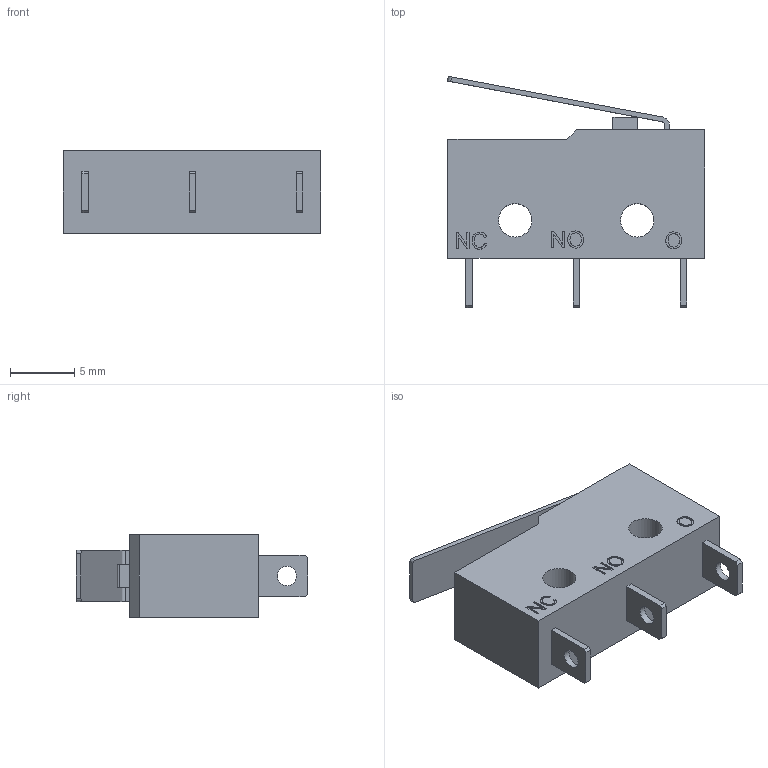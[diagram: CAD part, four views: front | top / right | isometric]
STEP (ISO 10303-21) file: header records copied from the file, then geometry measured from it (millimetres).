
FILE_DESCRIPTION(/* description */ (''),/* implementation_level */ '2;1');
FILE_NAME(/* name */ 'LimitSwitch10t85.step',/* time_stamp */ '2021-01-24T17:19:38-05:00',/* author */ (''),/* organization */ (''),/* preprocessor_version */ 'ST-DEVELOPER v18.1',/* originating_system */ 'Autodesk Translation Framework v9.7.1.1290',/* authorisation */ '');
FILE_SCHEMA (('AUTOMOTIVE_DESIGN { 1 0 10303 214 3 1 1 }'));
Length unit declared in the file: millimetre
Products named in the file (1): (Unsaved)
Bounding box: 20.03 x 18.03 x 6.4 mm (x, y, z)
Volume: 1213 mm3; surface area: 1121.2 mm2
Topology: 6 solids, 6 shells, 146 faces, 381 edges, 254 vertices
Faces by surface type: plane 75, bspline 60, cylinder 11
Full cylindrical faces by diameter (mm): 1.5 x3, 2.6 x2
Entity records: 5069 total; most frequent: CARTESIAN_POINT 1802, ORIENTED_EDGE 762, DIRECTION 457, EDGE_CURVE 381, VERTEX_POINT 254, LINE 239, VECTOR 239, EDGE_LOOP 163
